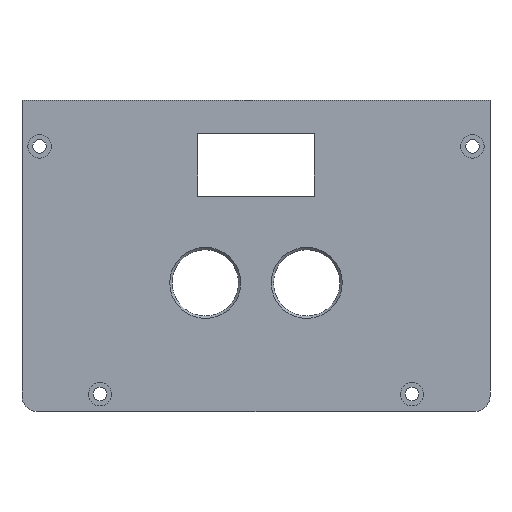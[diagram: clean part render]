
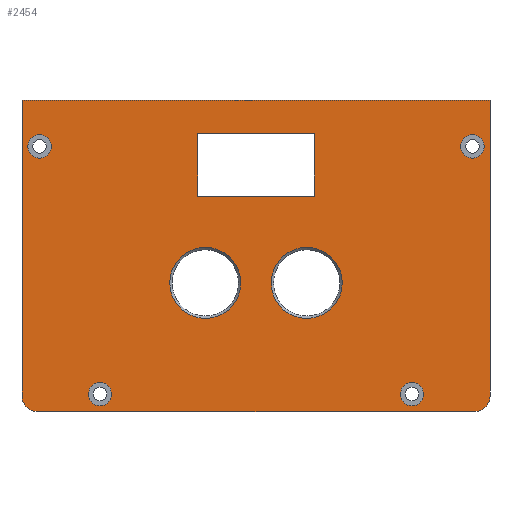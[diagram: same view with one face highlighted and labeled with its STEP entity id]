
A CAD part, left-side view. The second image highlights one B-rep face of the part: STEP entity #2454.
In plain terms, the highlighted planar face has unit normal (-1, 0, 0).
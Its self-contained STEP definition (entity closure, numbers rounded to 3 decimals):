
#34=FACE_BOUND('',#408,.T.);
#35=FACE_BOUND('',#409,.T.);
#36=FACE_BOUND('',#410,.T.);
#37=FACE_BOUND('',#411,.T.);
#38=FACE_BOUND('',#412,.T.);
#39=FACE_BOUND('',#413,.T.);
#40=FACE_BOUND('',#414,.T.);
#129=PLANE('',#2674);
#258=FACE_OUTER_BOUND('',#407,.T.);
#407=EDGE_LOOP('',(#2236,#2237,#2238,#2239,#2240,#2241));
#408=EDGE_LOOP('',(#2242));
#409=EDGE_LOOP('',(#2243));
#410=EDGE_LOOP('',(#2244));
#411=EDGE_LOOP('',(#2245));
#412=EDGE_LOOP('',(#2246));
#413=EDGE_LOOP('',(#2247,#2248,#2249,#2250));
#414=EDGE_LOOP('',(#2251));
#545=LINE('',#3686,#821);
#550=LINE('',#3694,#826);
#679=LINE('',#4008,#955);
#683=LINE('',#4023,#959);
#684=LINE('',#4028,#960);
#685=LINE('',#4030,#961);
#686=LINE('',#4032,#962);
#687=LINE('',#4033,#963);
#821=VECTOR('',#2948,10.);
#826=VECTOR('',#2957,10.);
#955=VECTOR('',#3300,10.);
#959=VECTOR('',#3318,10.);
#960=VECTOR('',#3321,10.);
#961=VECTOR('',#3322,10.);
#962=VECTOR('',#3323,10.);
#963=VECTOR('',#3324,10.);
#1021=CIRCLE('',#2565,3.);
#1024=CIRCLE('',#2571,3.);
#1027=CIRCLE('',#2577,3.);
#1030=CIRCLE('',#2583,3.);
#1039=CIRCLE('',#2666,4.);
#1040=CIRCLE('',#2669,4.);
#1041=CIRCLE('',#2671,9.1);
#1044=CIRCLE('',#2675,9.1);
#1175=VERTEX_POINT('',#3684);
#1176=VERTEX_POINT('',#3685);
#1177=VERTEX_POINT('',#3693);
#1180=VERTEX_POINT('',#3702);
#1183=VERTEX_POINT('',#3713);
#1186=VERTEX_POINT('',#3724);
#1189=VERTEX_POINT('',#3735);
#1254=VERTEX_POINT('',#4003);
#1255=VERTEX_POINT('',#4007);
#1256=VERTEX_POINT('',#4011);
#1257=VERTEX_POINT('',#4015);
#1260=VERTEX_POINT('',#4024);
#1261=VERTEX_POINT('',#4026);
#1262=VERTEX_POINT('',#4027);
#1263=VERTEX_POINT('',#4029);
#1264=VERTEX_POINT('',#4031);
#1429=EDGE_CURVE('',#1175,#1176,#545,.T.);
#1434=EDGE_CURVE('',#1175,#1177,#550,.T.);
#1438=EDGE_CURVE('',#1180,#1180,#1021,.T.);
#1443=EDGE_CURVE('',#1183,#1183,#1024,.T.);
#1448=EDGE_CURVE('',#1186,#1186,#1027,.T.);
#1453=EDGE_CURVE('',#1189,#1189,#1030,.T.);
#1582=EDGE_CURVE('',#1177,#1254,#1039,.T.);
#1584=EDGE_CURVE('',#1254,#1255,#679,.T.);
#1586=EDGE_CURVE('',#1255,#1256,#1040,.T.);
#1588=EDGE_CURVE('',#1257,#1257,#1041,.T.);
#1592=EDGE_CURVE('',#1256,#1176,#683,.T.);
#1593=EDGE_CURVE('',#1260,#1260,#1044,.T.);
#1594=EDGE_CURVE('',#1261,#1262,#684,.T.);
#1595=EDGE_CURVE('',#1262,#1263,#685,.T.);
#1596=EDGE_CURVE('',#1263,#1264,#686,.T.);
#1597=EDGE_CURVE('',#1264,#1261,#687,.T.);
#2236=ORIENTED_EDGE('',*,*,#1429,.T.);
#2237=ORIENTED_EDGE('',*,*,#1592,.F.);
#2238=ORIENTED_EDGE('',*,*,#1586,.F.);
#2239=ORIENTED_EDGE('',*,*,#1584,.F.);
#2240=ORIENTED_EDGE('',*,*,#1582,.F.);
#2241=ORIENTED_EDGE('',*,*,#1434,.F.);
#2242=ORIENTED_EDGE('',*,*,#1438,.T.);
#2243=ORIENTED_EDGE('',*,*,#1443,.T.);
#2244=ORIENTED_EDGE('',*,*,#1448,.T.);
#2245=ORIENTED_EDGE('',*,*,#1453,.T.);
#2246=ORIENTED_EDGE('',*,*,#1593,.F.);
#2247=ORIENTED_EDGE('',*,*,#1594,.T.);
#2248=ORIENTED_EDGE('',*,*,#1595,.T.);
#2249=ORIENTED_EDGE('',*,*,#1596,.T.);
#2250=ORIENTED_EDGE('',*,*,#1597,.T.);
#2251=ORIENTED_EDGE('',*,*,#1588,.F.);
#2454=ADVANCED_FACE('',(#258,#34,#35,#36,#37,#38,#39,#40),#129,.F.);
#2565=AXIS2_PLACEMENT_3D('',#3703,#2967,#2968);
#2571=AXIS2_PLACEMENT_3D('',#3714,#2981,#2982);
#2577=AXIS2_PLACEMENT_3D('',#3725,#2995,#2996);
#2583=AXIS2_PLACEMENT_3D('',#3736,#3009,#3010);
#2666=AXIS2_PLACEMENT_3D('',#4004,#3295,#3296);
#2669=AXIS2_PLACEMENT_3D('',#4012,#3304,#3305);
#2671=AXIS2_PLACEMENT_3D('',#4016,#3309,#3310);
#2674=AXIS2_PLACEMENT_3D('',#4022,#3316,#3317);
#2675=AXIS2_PLACEMENT_3D('',#4025,#3319,#3320);
#2948=DIRECTION('',(0.,1.,0.));
#2957=DIRECTION('',(0.,0.,-1.));
#2967=DIRECTION('center_axis',(1.,0.,0.));
#2968=DIRECTION('ref_axis',(0.,0.,1.));
#2981=DIRECTION('center_axis',(1.,0.,0.));
#2982=DIRECTION('ref_axis',(0.,0.,1.));
#2995=DIRECTION('center_axis',(1.,0.,0.));
#2996=DIRECTION('ref_axis',(0.,0.,1.));
#3009=DIRECTION('center_axis',(1.,0.,0.));
#3010=DIRECTION('ref_axis',(0.,0.,1.));
#3295=DIRECTION('center_axis',(1.,0.,0.));
#3296=DIRECTION('ref_axis',(0.,-0.707,-0.707));
#3300=DIRECTION('',(0.,1.,0.));
#3304=DIRECTION('center_axis',(1.,0.,0.));
#3305=DIRECTION('ref_axis',(0.,0.707,-0.707));
#3309=DIRECTION('center_axis',(-1.,0.,0.));
#3310=DIRECTION('ref_axis',(0.,0.,-1.));
#3316=DIRECTION('center_axis',(1.,0.,0.));
#3317=DIRECTION('ref_axis',(0.,0.,-1.));
#3318=DIRECTION('',(0.,0.,1.));
#3319=DIRECTION('center_axis',(-1.,0.,0.));
#3320=DIRECTION('ref_axis',(0.,0.,-1.));
#3321=DIRECTION('',(0.,0.,-1.));
#3322=DIRECTION('',(0.,1.,0.));
#3323=DIRECTION('',(0.,0.,1.));
#3324=DIRECTION('',(0.,-1.,0.));
#3684=CARTESIAN_POINT('',(0.,-60.,39.8));
#3685=CARTESIAN_POINT('',(0.,60.,39.8));
#3686=CARTESIAN_POINT('',(0.,0.,39.8));
#3693=CARTESIAN_POINT('',(0.,-60.,-36.));
#3694=CARTESIAN_POINT('',(0.,-60.,40.));
#3702=CARTESIAN_POINT('',(0.,-55.5,25.));
#3703=CARTESIAN_POINT('Origin',(0.,-55.5,28.));
#3713=CARTESIAN_POINT('',(0.,55.5,25.));
#3714=CARTESIAN_POINT('Origin',(0.,55.5,28.));
#3724=CARTESIAN_POINT('',(0.,40.,-38.5));
#3725=CARTESIAN_POINT('Origin',(0.,40.,-35.5));
#3735=CARTESIAN_POINT('',(0.,-40.,-38.5));
#3736=CARTESIAN_POINT('Origin',(0.,-40.,-35.5));
#4003=CARTESIAN_POINT('',(0.,-56.,-40.));
#4004=CARTESIAN_POINT('Origin',(0.,-56.,-36.));
#4007=CARTESIAN_POINT('',(0.,56.,-40.));
#4008=CARTESIAN_POINT('',(0.,-60.,-40.));
#4011=CARTESIAN_POINT('',(0.,60.,-36.));
#4012=CARTESIAN_POINT('Origin',(0.,56.,-36.));
#4015=CARTESIAN_POINT('',(0.,-13.,2.1));
#4016=CARTESIAN_POINT('Origin',(0.,-13.,-7.));
#4022=CARTESIAN_POINT('Origin',(0.,0.,0.));
#4023=CARTESIAN_POINT('',(0.,60.,-40.));
#4024=CARTESIAN_POINT('',(0.,13.,2.1));
#4025=CARTESIAN_POINT('Origin',(0.,13.,-7.));
#4026=CARTESIAN_POINT('',(0.,-15.,31.25));
#4027=CARTESIAN_POINT('',(0.,-15.,15.25));
#4028=CARTESIAN_POINT('',(0.,-15.,15.625));
#4029=CARTESIAN_POINT('',(0.,15.,15.25));
#4030=CARTESIAN_POINT('',(0.,-7.5,15.25));
#4031=CARTESIAN_POINT('',(0.,15.,31.25));
#4032=CARTESIAN_POINT('',(0.,15.,7.625));
#4033=CARTESIAN_POINT('',(0.,7.5,31.25));
